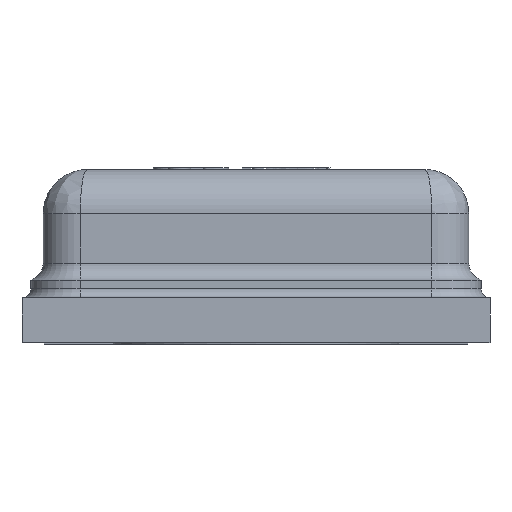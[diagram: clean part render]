
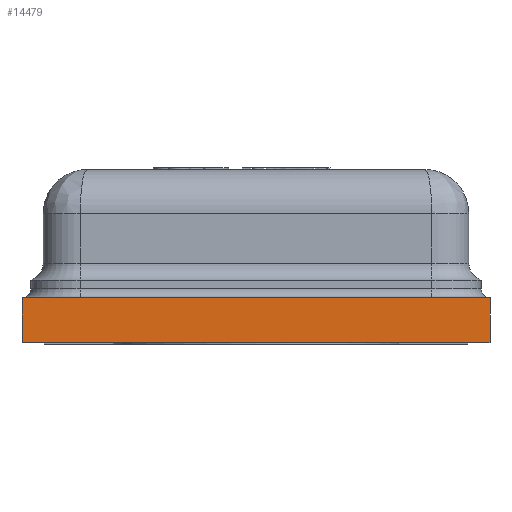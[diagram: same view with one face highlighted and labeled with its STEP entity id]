
A CAD part, front view. The second image highlights one B-rep face of the part: STEP entity #14479.
In plain terms, the highlighted planar face has unit normal (0, -1, 0).
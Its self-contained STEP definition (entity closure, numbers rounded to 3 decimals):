
#40 = ORIENTED_EDGE ( 'NONE', *, *, #6741, .T. ) ;
#741 = VERTEX_POINT ( 'NONE', #9513 ) ;
#832 = VERTEX_POINT ( 'NONE', #6541 ) ;
#1687 = CARTESIAN_POINT ( 'NONE',  ( -1.325, -1.75, 0.254 ) ) ;
#1956 = CARTESIAN_POINT ( 'NONE',  ( 0.995, -1.75, 0.254 ) ) ;
#2436 = PLANE ( 'NONE',  #12015 ) ;
#3131 = CARTESIAN_POINT ( 'NONE',  ( -1.325, -1.75, 0.254 ) ) ;
#3424 = CARTESIAN_POINT ( 'NONE',  ( -1.325, -1.75, 0. ) ) ;
#3806 = ORIENTED_EDGE ( 'NONE', *, *, #8420, .F. ) ;
#3877 = DIRECTION ( 'NONE',  ( 0., 1., 0. ) ) ;
#4022 = ORIENTED_EDGE ( 'NONE', *, *, #10708, .T. ) ;
#4582 = VERTEX_POINT ( 'NONE', #8884 ) ;
#4648 = EDGE_CURVE ( 'NONE', #10019, #4582, #12237, .T. ) ;
#5060 = DIRECTION ( 'NONE',  ( 0., 0., -1. ) ) ;
#5086 = DIRECTION ( 'NONE',  ( 0., 0., 1. ) ) ;
#5444 = VECTOR ( 'NONE', #8476, 1000. ) ;
#6008 = LINE ( 'NONE', #12810, #10458 ) ;
#6146 = LINE ( 'NONE', #7147, #5444 ) ;
#6541 = CARTESIAN_POINT ( 'NONE',  ( -1.325, -1.75, 0.254 ) ) ;
#6741 = EDGE_CURVE ( 'NONE', #832, #9582, #14123, .T. ) ;
#7147 = CARTESIAN_POINT ( 'NONE',  ( -1.325, -1.75, 0.254 ) ) ;
#7691 = EDGE_CURVE ( 'NONE', #832, #741, #6146, .T. ) ;
#7765 = DIRECTION ( 'NONE',  ( 1., 0., 0. ) ) ;
#7855 = LINE ( 'NONE', #3424, #14098 ) ;
#7891 = CARTESIAN_POINT ( 'NONE',  ( -1.325, -1.75, 0. ) ) ;
#8129 = CARTESIAN_POINT ( 'NONE',  ( -1.325, -1.75, 0.254 ) ) ;
#8420 = EDGE_CURVE ( 'NONE', #4582, #13828, #6008, .T. ) ;
#8476 = DIRECTION ( 'NONE',  ( 1., 0., 0. ) ) ;
#8730 = ORIENTED_EDGE ( 'NONE', *, *, #7691, .F. ) ;
#8884 = CARTESIAN_POINT ( 'NONE',  ( 1.325, -1.75, 0.254 ) ) ;
#9467 = VECTOR ( 'NONE', #12756, 1000. ) ;
#9513 = CARTESIAN_POINT ( 'NONE',  ( -0.995, -1.75, 0.254 ) ) ;
#9543 = VECTOR ( 'NONE', #7765, 1000. ) ;
#9582 = VERTEX_POINT ( 'NONE', #7891 ) ;
#10019 = VERTEX_POINT ( 'NONE', #1956 ) ;
#10458 = VECTOR ( 'NONE', #10578, 1000. ) ;
#10578 = DIRECTION ( 'NONE',  ( 0., 0., -1. ) ) ;
#10708 = EDGE_CURVE ( 'NONE', #9582, #13828, #7855, .T. ) ;
#11363 = ORIENTED_EDGE ( 'NONE', *, *, #4648, .F. ) ;
#11747 = EDGE_CURVE ( 'NONE', #741, #10019, #12585, .T. ) ;
#11911 = CARTESIAN_POINT ( 'NONE',  ( 1.325, -1.75, 0. ) ) ;
#12015 = AXIS2_PLACEMENT_3D ( 'NONE', #14221, #3877, #5086 ) ;
#12237 = LINE ( 'NONE', #3131, #9543 ) ;
#12345 = EDGE_LOOP ( 'NONE', ( #4022, #3806, #11363, #13314, #8730, #40 ) ) ;
#12585 = LINE ( 'NONE', #8129, #9467 ) ;
#12756 = DIRECTION ( 'NONE',  ( 1., 0., 0. ) ) ;
#12810 = CARTESIAN_POINT ( 'NONE',  ( 1.325, -1.75, 0.254 ) ) ;
#13158 = FACE_OUTER_BOUND ( 'NONE', #12345, .T. ) ;
#13314 = ORIENTED_EDGE ( 'NONE', *, *, #11747, .F. ) ;
#13463 = VECTOR ( 'NONE', #5060, 1000. ) ;
#13828 = VERTEX_POINT ( 'NONE', #11911 ) ;
#14098 = VECTOR ( 'NONE', #14675, 1000. ) ;
#14123 = LINE ( 'NONE', #1687, #13463 ) ;
#14221 = CARTESIAN_POINT ( 'NONE',  ( -1.325, -1.75, 0.254 ) ) ;
#14479 = ADVANCED_FACE ( 'NONE', ( #13158 ), #2436, .F. ) ;
#14675 = DIRECTION ( 'NONE',  ( 1., 0., 0. ) ) ;
